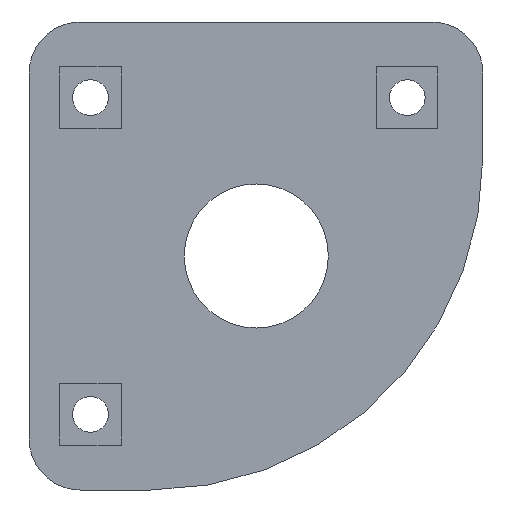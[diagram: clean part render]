
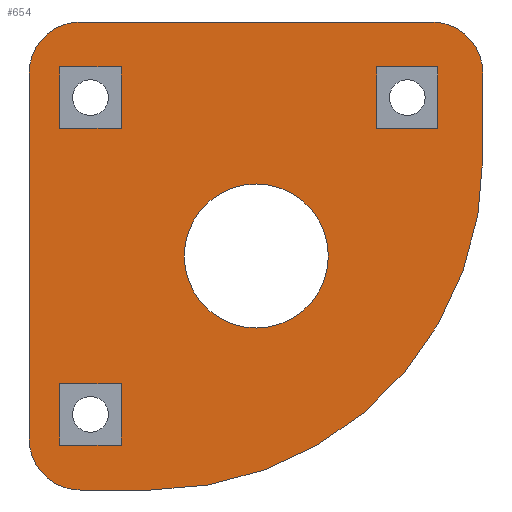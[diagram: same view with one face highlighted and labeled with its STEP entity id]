
A CAD part, front view. The second image highlights one B-rep face of the part: STEP entity #654.
In plain terms, the highlighted planar face has unit normal (0, -1, 0).
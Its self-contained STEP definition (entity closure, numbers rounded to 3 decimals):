
#30=FACE_BOUND('',#123,.T.);
#31=FACE_BOUND('',#124,.T.);
#32=FACE_BOUND('',#125,.T.);
#33=FACE_BOUND('',#126,.T.);
#50=CIRCLE('',#716,5.);
#52=CIRCLE('',#719,5.);
#53=CIRCLE('',#720,5.);
#54=CIRCLE('',#721,32.5);
#55=CIRCLE('',#722,7.05);
#83=FACE_OUTER_BOUND('',#122,.T.);
#122=EDGE_LOOP('',(#532,#533,#534,#535,#536,#537,#538,#539));
#123=EDGE_LOOP('',(#540,#541,#542,#543));
#124=EDGE_LOOP('',(#544,#545,#546,#547));
#125=EDGE_LOOP('',(#548,#549,#550,#551));
#126=EDGE_LOOP('',(#552));
#140=LINE('',#924,#208);
#144=LINE('',#932,#212);
#147=LINE('',#938,#215);
#150=LINE('',#943,#218);
#152=LINE('',#951,#220);
#156=LINE('',#959,#224);
#159=LINE('',#965,#227);
#162=LINE('',#970,#230);
#164=LINE('',#978,#232);
#168=LINE('',#986,#236);
#171=LINE('',#992,#239);
#174=LINE('',#997,#242);
#190=LINE('',#1053,#258);
#195=LINE('',#1068,#263);
#196=LINE('',#1072,#264);
#197=LINE('',#1076,#265);
#208=VECTOR('',#740,10.);
#212=VECTOR('',#746,10.);
#215=VECTOR('',#751,10.);
#218=VECTOR('',#756,10.);
#220=VECTOR('',#764,10.);
#224=VECTOR('',#770,10.);
#227=VECTOR('',#775,10.);
#230=VECTOR('',#780,10.);
#232=VECTOR('',#788,10.);
#236=VECTOR('',#794,10.);
#239=VECTOR('',#799,10.);
#242=VECTOR('',#804,10.);
#258=VECTOR('',#860,10.);
#263=VECTOR('',#873,10.);
#264=VECTOR('',#876,10.);
#265=VECTOR('',#881,10.);
#276=VERTEX_POINT('',#922);
#277=VERTEX_POINT('',#923);
#280=VERTEX_POINT('',#931);
#282=VERTEX_POINT('',#937);
#285=VERTEX_POINT('',#949);
#286=VERTEX_POINT('',#950);
#289=VERTEX_POINT('',#958);
#291=VERTEX_POINT('',#964);
#294=VERTEX_POINT('',#976);
#295=VERTEX_POINT('',#977);
#298=VERTEX_POINT('',#985);
#300=VERTEX_POINT('',#991);
#320=VERTEX_POINT('',#1050);
#321=VERTEX_POINT('',#1052);
#323=VERTEX_POINT('',#1058);
#324=VERTEX_POINT('',#1059);
#327=VERTEX_POINT('',#1067);
#328=VERTEX_POINT('',#1069);
#329=VERTEX_POINT('',#1071);
#330=VERTEX_POINT('',#1074);
#331=VERTEX_POINT('',#1077);
#336=EDGE_CURVE('',#276,#277,#140,.T.);
#340=EDGE_CURVE('',#280,#276,#144,.T.);
#343=EDGE_CURVE('',#282,#280,#147,.T.);
#346=EDGE_CURVE('',#277,#282,#150,.T.);
#349=EDGE_CURVE('',#285,#286,#152,.T.);
#353=EDGE_CURVE('',#289,#285,#156,.T.);
#356=EDGE_CURVE('',#291,#289,#159,.T.);
#359=EDGE_CURVE('',#286,#291,#162,.T.);
#362=EDGE_CURVE('',#294,#295,#164,.T.);
#366=EDGE_CURVE('',#298,#294,#168,.T.);
#369=EDGE_CURVE('',#300,#298,#171,.T.);
#372=EDGE_CURVE('',#295,#300,#174,.T.);
#399=EDGE_CURVE('',#321,#320,#190,.T.);
#402=EDGE_CURVE('',#323,#324,#50,.T.);
#406=EDGE_CURVE('',#323,#327,#195,.T.);
#407=EDGE_CURVE('',#327,#328,#52,.T.);
#408=EDGE_CURVE('',#328,#329,#196,.T.);
#409=EDGE_CURVE('',#329,#321,#53,.T.);
#410=EDGE_CURVE('',#330,#320,#54,.T.);
#411=EDGE_CURVE('',#324,#330,#197,.T.);
#412=EDGE_CURVE('',#331,#331,#55,.T.);
#532=ORIENTED_EDGE('',*,*,#402,.F.);
#533=ORIENTED_EDGE('',*,*,#406,.T.);
#534=ORIENTED_EDGE('',*,*,#407,.T.);
#535=ORIENTED_EDGE('',*,*,#408,.T.);
#536=ORIENTED_EDGE('',*,*,#409,.T.);
#537=ORIENTED_EDGE('',*,*,#399,.T.);
#538=ORIENTED_EDGE('',*,*,#410,.F.);
#539=ORIENTED_EDGE('',*,*,#411,.F.);
#540=ORIENTED_EDGE('',*,*,#336,.T.);
#541=ORIENTED_EDGE('',*,*,#346,.T.);
#542=ORIENTED_EDGE('',*,*,#343,.T.);
#543=ORIENTED_EDGE('',*,*,#340,.T.);
#544=ORIENTED_EDGE('',*,*,#349,.T.);
#545=ORIENTED_EDGE('',*,*,#359,.T.);
#546=ORIENTED_EDGE('',*,*,#356,.T.);
#547=ORIENTED_EDGE('',*,*,#353,.T.);
#548=ORIENTED_EDGE('',*,*,#362,.T.);
#549=ORIENTED_EDGE('',*,*,#372,.T.);
#550=ORIENTED_EDGE('',*,*,#369,.T.);
#551=ORIENTED_EDGE('',*,*,#366,.T.);
#552=ORIENTED_EDGE('',*,*,#412,.T.);
#624=PLANE('',#718);
#654=ADVANCED_FACE('',(#83,#30,#31,#32,#33),#624,.T.);
#716=AXIS2_PLACEMENT_3D('',#1060,#865,#866);
#718=AXIS2_PLACEMENT_3D('',#1066,#871,#872);
#719=AXIS2_PLACEMENT_3D('',#1070,#874,#875);
#720=AXIS2_PLACEMENT_3D('',#1073,#877,#878);
#721=AXIS2_PLACEMENT_3D('',#1075,#879,#880);
#722=AXIS2_PLACEMENT_3D('',#1078,#882,#883);
#740=DIRECTION('',(0.,0.,1.));
#746=DIRECTION('',(-1.,0.,0.));
#751=DIRECTION('',(0.,0.,-1.));
#756=DIRECTION('',(1.,0.,0.));
#764=DIRECTION('',(0.,0.,1.));
#770=DIRECTION('',(-1.,0.,0.));
#775=DIRECTION('',(0.,0.,-1.));
#780=DIRECTION('',(1.,0.,0.));
#788=DIRECTION('',(0.,0.,1.));
#794=DIRECTION('',(-1.,0.,0.));
#799=DIRECTION('',(0.,0.,-1.));
#804=DIRECTION('',(1.,0.,0.));
#860=DIRECTION('',(1.,0.,0.));
#865=DIRECTION('center_axis',(0.,1.,0.));
#866=DIRECTION('ref_axis',(0.707,0.,0.707));
#871=DIRECTION('center_axis',(0.,-1.,0.));
#872=DIRECTION('ref_axis',(1.,0.,0.));
#873=DIRECTION('',(-1.,0.,0.));
#874=DIRECTION('center_axis',(0.,-1.,0.));
#875=DIRECTION('ref_axis',(0.,0.,1.));
#876=DIRECTION('',(0.,0.,-1.));
#877=DIRECTION('center_axis',(0.,-1.,0.));
#878=DIRECTION('ref_axis',(-1.,0.,0.));
#879=DIRECTION('center_axis',(0.,1.,0.));
#880=DIRECTION('ref_axis',(0.707,0.,-0.707));
#881=DIRECTION('',(0.,0.,-1.));
#882=DIRECTION('center_axis',(0.,1.,0.));
#883=DIRECTION('ref_axis',(1.,0.,0.));
#922=CARTESIAN_POINT('',(3.,-26.,6.9));
#923=CARTESIAN_POINT('',(3.,-26.,12.9));
#924=CARTESIAN_POINT('',(3.,-26.,16.15));
#931=CARTESIAN_POINT('',(9.,-26.,6.9));
#932=CARTESIAN_POINT('',(15.6,-26.,6.9));
#937=CARTESIAN_POINT('',(9.,-26.,12.9));
#938=CARTESIAN_POINT('',(9.,-26.,19.15));
#943=CARTESIAN_POINT('',(12.6,-26.,12.9));
#949=CARTESIAN_POINT('',(3.,-26.,37.9));
#950=CARTESIAN_POINT('',(3.,-26.,43.9));
#951=CARTESIAN_POINT('',(3.,-26.,31.65));
#958=CARTESIAN_POINT('',(9.,-26.,37.9));
#959=CARTESIAN_POINT('',(15.6,-26.,37.9));
#964=CARTESIAN_POINT('',(9.,-26.,43.9));
#965=CARTESIAN_POINT('',(9.,-26.,34.65));
#970=CARTESIAN_POINT('',(12.6,-26.,43.9));
#976=CARTESIAN_POINT('',(34.,-26.,37.9));
#977=CARTESIAN_POINT('',(34.,-26.,43.9));
#978=CARTESIAN_POINT('',(34.,-26.,31.65));
#985=CARTESIAN_POINT('',(40.,-26.,37.9));
#986=CARTESIAN_POINT('',(31.1,-26.,37.9));
#991=CARTESIAN_POINT('',(40.,-26.,43.9));
#992=CARTESIAN_POINT('',(40.,-26.,34.65));
#997=CARTESIAN_POINT('',(28.1,-26.,43.9));
#1050=CARTESIAN_POINT('',(11.9,-26.,2.5));
#1052=CARTESIAN_POINT('',(5.,-26.,2.5));
#1053=CARTESIAN_POINT('',(-1.4,-26.,2.5));
#1058=CARTESIAN_POINT('',(39.4,-26.,48.3));
#1059=CARTESIAN_POINT('',(44.4,-26.,43.3));
#1060=CARTESIAN_POINT('Origin',(39.4,-26.,43.3));
#1066=CARTESIAN_POINT('Origin',(22.2,-26.,25.4));
#1067=CARTESIAN_POINT('',(5.,-26.,48.3));
#1068=CARTESIAN_POINT('',(44.4,-26.,48.3));
#1069=CARTESIAN_POINT('',(0.,-26.,43.3));
#1070=CARTESIAN_POINT('Origin',(5.,-26.,43.3));
#1071=CARTESIAN_POINT('',(0.,-26.,7.5));
#1072=CARTESIAN_POINT('',(0.,-26.,7.5));
#1073=CARTESIAN_POINT('Origin',(5.,-26.,7.5));
#1074=CARTESIAN_POINT('',(44.4,-26.,35.));
#1075=CARTESIAN_POINT('Origin',(11.9,-26.,35.));
#1076=CARTESIAN_POINT('',(44.4,-26.,48.3));
#1077=CARTESIAN_POINT('',(15.179,-26.,25.4));
#1078=CARTESIAN_POINT('Origin',(22.229,-26.,25.4));
